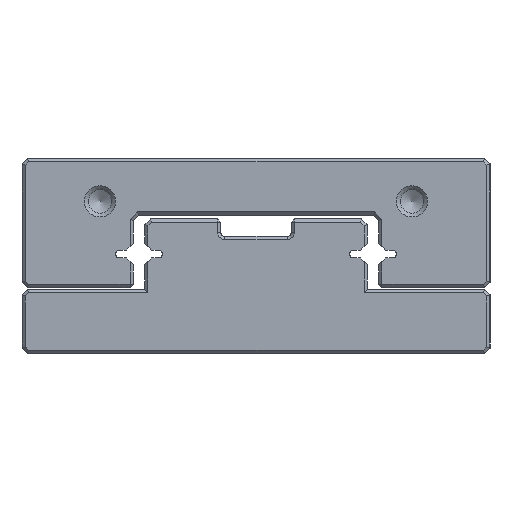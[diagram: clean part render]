
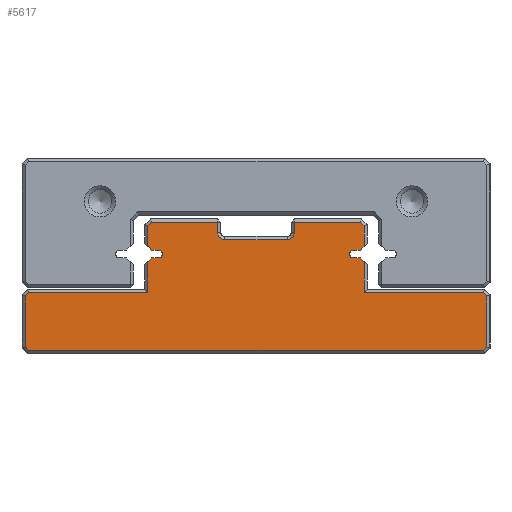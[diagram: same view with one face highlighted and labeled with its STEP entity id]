
A CAD part, left-side view. The second image highlights one B-rep face of the part: STEP entity #5617.
In plain terms, the highlighted planar face has unit normal (-1, 0, 0).
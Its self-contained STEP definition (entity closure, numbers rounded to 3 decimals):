
#5345=CIRCLE('',#24035,0.5);
#5351=CIRCLE('',#24055,0.5);
#5357=CIRCLE('',#24067,0.9);
#5358=CIRCLE('',#24068,0.9);
#5617=ADVANCED_FACE('',(#7592),#6783,.T.);
#6783=PLANE('',#24069);
#7592=FACE_OUTER_BOUND('',#8534,.T.);
#8534=EDGE_LOOP('',(#10183,#10184,#10185,#10186,#10187,#10188,#10189,#10190,
#10191,#10192,#10193,#10194,#10195,#10196,#10197,#10198,#10199,#10200,#10201,
#10202,#10203,#10204,#10205,#10206,#10207,#10208,#10209,#10210,#10211,#10212,
#10213,#10214));
#10183=ORIENTED_EDGE('',*,*,#17312,.F.);
#10184=ORIENTED_EDGE('',*,*,#17358,.T.);
#10185=ORIENTED_EDGE('',*,*,#17359,.T.);
#10186=ORIENTED_EDGE('',*,*,#17360,.T.);
#10187=ORIENTED_EDGE('',*,*,#17361,.T.);
#10188=ORIENTED_EDGE('',*,*,#17362,.T.);
#10189=ORIENTED_EDGE('',*,*,#17363,.T.);
#10190=ORIENTED_EDGE('',*,*,#17364,.T.);
#10191=ORIENTED_EDGE('',*,*,#17365,.T.);
#10192=ORIENTED_EDGE('',*,*,#17366,.T.);
#10193=ORIENTED_EDGE('',*,*,#17367,.T.);
#10194=ORIENTED_EDGE('',*,*,#17368,.T.);
#10195=ORIENTED_EDGE('',*,*,#17276,.F.);
#10196=ORIENTED_EDGE('',*,*,#17270,.F.);
#10197=ORIENTED_EDGE('',*,*,#17267,.F.);
#10198=ORIENTED_EDGE('',*,*,#17264,.F.);
#10199=ORIENTED_EDGE('',*,*,#17262,.F.);
#10200=ORIENTED_EDGE('',*,*,#17369,.T.);
#10201=ORIENTED_EDGE('',*,*,#17370,.T.);
#10202=ORIENTED_EDGE('',*,*,#17371,.T.);
#10203=ORIENTED_EDGE('',*,*,#17372,.T.);
#10204=ORIENTED_EDGE('',*,*,#17373,.T.);
#10205=ORIENTED_EDGE('',*,*,#17374,.T.);
#10206=ORIENTED_EDGE('',*,*,#17375,.T.);
#10207=ORIENTED_EDGE('',*,*,#17376,.T.);
#10208=ORIENTED_EDGE('',*,*,#17377,.T.);
#10209=ORIENTED_EDGE('',*,*,#17378,.T.);
#10210=ORIENTED_EDGE('',*,*,#17379,.T.);
#10211=ORIENTED_EDGE('',*,*,#17326,.F.);
#10212=ORIENTED_EDGE('',*,*,#17320,.F.);
#10213=ORIENTED_EDGE('',*,*,#17317,.F.);
#10214=ORIENTED_EDGE('',*,*,#17314,.F.);
#15415=VERTEX_POINT('',#29917);
#15416=VERTEX_POINT('',#29919);
#15417=VERTEX_POINT('',#29923);
#15419=VERTEX_POINT('',#29929);
#15421=VERTEX_POINT('',#29935);
#15426=VERTEX_POINT('',#29947);
#15455=VERTEX_POINT('',#30021);
#15456=VERTEX_POINT('',#30023);
#15457=VERTEX_POINT('',#30027);
#15459=VERTEX_POINT('',#30033);
#15461=VERTEX_POINT('',#30039);
#15466=VERTEX_POINT('',#30051);
#15493=VERTEX_POINT('',#30114);
#15494=VERTEX_POINT('',#30116);
#15495=VERTEX_POINT('',#30118);
#15496=VERTEX_POINT('',#30120);
#15497=VERTEX_POINT('',#30122);
#15498=VERTEX_POINT('',#30124);
#15499=VERTEX_POINT('',#30126);
#15500=VERTEX_POINT('',#30128);
#15501=VERTEX_POINT('',#30130);
#15502=VERTEX_POINT('',#30132);
#15503=VERTEX_POINT('',#30135);
#15504=VERTEX_POINT('',#30137);
#15505=VERTEX_POINT('',#30139);
#15506=VERTEX_POINT('',#30141);
#15507=VERTEX_POINT('',#30143);
#15508=VERTEX_POINT('',#30145);
#15509=VERTEX_POINT('',#30147);
#15510=VERTEX_POINT('',#30149);
#15511=VERTEX_POINT('',#30151);
#15512=VERTEX_POINT('',#30153);
#17262=EDGE_CURVE('',#15415,#15416,#19921,.T.);
#17264=EDGE_CURVE('',#15416,#15417,#19923,.T.);
#17267=EDGE_CURVE('',#15417,#15419,#5345,.T.);
#17270=EDGE_CURVE('',#15419,#15421,#19927,.T.);
#17276=EDGE_CURVE('',#15421,#15426,#19933,.T.);
#17312=EDGE_CURVE('',#15455,#15456,#19965,.T.);
#17314=EDGE_CURVE('',#15456,#15457,#19967,.T.);
#17317=EDGE_CURVE('',#15457,#15459,#5351,.T.);
#17320=EDGE_CURVE('',#15459,#15461,#19971,.T.);
#17326=EDGE_CURVE('',#15461,#15466,#19977,.T.);
#17358=EDGE_CURVE('',#15455,#15493,#20005,.T.);
#17359=EDGE_CURVE('',#15493,#15494,#20006,.T.);
#17360=EDGE_CURVE('',#15494,#15495,#20007,.T.);
#17361=EDGE_CURVE('',#15495,#15496,#20008,.T.);
#17362=EDGE_CURVE('',#15496,#15497,#5357,.T.);
#17363=EDGE_CURVE('',#15497,#15498,#20009,.T.);
#17364=EDGE_CURVE('',#15498,#15499,#5358,.T.);
#17365=EDGE_CURVE('',#15499,#15500,#20010,.T.);
#17366=EDGE_CURVE('',#15500,#15501,#20011,.T.);
#17367=EDGE_CURVE('',#15501,#15502,#20012,.T.);
#17368=EDGE_CURVE('',#15502,#15426,#20013,.T.);
#17369=EDGE_CURVE('',#15415,#15503,#20014,.T.);
#17370=EDGE_CURVE('',#15503,#15504,#20015,.T.);
#17371=EDGE_CURVE('',#15504,#15505,#20016,.T.);
#17372=EDGE_CURVE('',#15505,#15506,#20017,.T.);
#17373=EDGE_CURVE('',#15506,#15507,#20018,.T.);
#17374=EDGE_CURVE('',#15507,#15508,#20019,.T.);
#17375=EDGE_CURVE('',#15508,#15509,#20020,.T.);
#17376=EDGE_CURVE('',#15509,#15510,#20021,.T.);
#17377=EDGE_CURVE('',#15510,#15511,#20022,.T.);
#17378=EDGE_CURVE('',#15511,#15512,#20023,.T.);
#17379=EDGE_CURVE('',#15512,#15466,#20024,.T.);
#19921=LINE('',#29918,#21975);
#19923=LINE('',#29922,#21977);
#19927=LINE('',#29934,#21981);
#19933=LINE('',#29946,#21987);
#19965=LINE('',#30022,#22019);
#19967=LINE('',#30026,#22021);
#19971=LINE('',#30038,#22025);
#19977=LINE('',#30050,#22031);
#20005=LINE('',#30113,#22059);
#20006=LINE('',#30115,#22060);
#20007=LINE('',#30117,#22061);
#20008=LINE('',#30119,#22062);
#20009=LINE('',#30123,#22063);
#20010=LINE('',#30127,#22064);
#20011=LINE('',#30129,#22065);
#20012=LINE('',#30131,#22066);
#20013=LINE('',#30133,#22067);
#20014=LINE('',#30134,#22068);
#20015=LINE('',#30136,#22069);
#20016=LINE('',#30138,#22070);
#20017=LINE('',#30140,#22071);
#20018=LINE('',#30142,#22072);
#20019=LINE('',#30144,#22073);
#20020=LINE('',#30146,#22074);
#20021=LINE('',#30148,#22075);
#20022=LINE('',#30150,#22076);
#20023=LINE('',#30152,#22077);
#20024=LINE('',#30154,#22078);
#21975=VECTOR('',#25337,1.);
#21977=VECTOR('',#25341,1.);
#21981=VECTOR('',#25353,1.);
#21987=VECTOR('',#25361,1.);
#22019=VECTOR('',#25421,1.);
#22021=VECTOR('',#25425,1.);
#22025=VECTOR('',#25437,1.);
#22031=VECTOR('',#25445,1.);
#22059=VECTOR('',#25489,1.);
#22060=VECTOR('',#25490,1.);
#22061=VECTOR('',#25491,1.);
#22062=VECTOR('',#25492,1.);
#22063=VECTOR('',#25495,1.);
#22064=VECTOR('',#25498,1.);
#22065=VECTOR('',#25499,1.);
#22066=VECTOR('',#25500,1.);
#22067=VECTOR('',#25501,1.);
#22068=VECTOR('',#25502,1.);
#22069=VECTOR('',#25503,1.);
#22070=VECTOR('',#25504,1.);
#22071=VECTOR('',#25505,1.);
#22072=VECTOR('',#25506,1.);
#22073=VECTOR('',#25507,1.);
#22074=VECTOR('',#25508,1.);
#22075=VECTOR('',#25509,1.);
#22076=VECTOR('',#25510,1.);
#22077=VECTOR('',#25511,1.);
#22078=VECTOR('',#25512,1.);
#24035=AXIS2_PLACEMENT_3D('',#29928,#25346,#25347);
#24055=AXIS2_PLACEMENT_3D('',#30032,#25430,#25431);
#24067=AXIS2_PLACEMENT_3D('',#30121,#25493,#25494);
#24068=AXIS2_PLACEMENT_3D('',#30125,#25496,#25497);
#24069=AXIS2_PLACEMENT_3D('',#30155,#25513,#25514);
#25337=DIRECTION('',(0.,-0.707,0.707));
#25341=DIRECTION('',(0.,-1.,0.));
#25346=DIRECTION('',(-1.,0.,0.));
#25347=DIRECTION('',(0.,1.,0.));
#25353=DIRECTION('',(0.,1.,0.));
#25361=DIRECTION('',(0.,0.707,0.707));
#25421=DIRECTION('',(0.,0.707,-0.707));
#25425=DIRECTION('',(0.,1.,0.));
#25430=DIRECTION('',(-1.,0.,0.));
#25431=DIRECTION('',(0.,1.,0.));
#25437=DIRECTION('',(0.,-1.,0.));
#25445=DIRECTION('',(0.,-0.707,-0.707));
#25489=DIRECTION('',(0.,0.,1.));
#25490=DIRECTION('',(0.,0.707,0.707));
#25491=DIRECTION('',(0.,1.,0.));
#25492=DIRECTION('',(0.,0.,-1.));
#25493=DIRECTION('',(1.,0.,0.));
#25494=DIRECTION('',(0.,0.,1.));
#25495=DIRECTION('',(0.,1.,0.));
#25496=DIRECTION('',(1.,0.,0.));
#25497=DIRECTION('',(0.,0.,1.));
#25498=DIRECTION('',(0.,0.,1.));
#25499=DIRECTION('',(0.,1.,0.));
#25500=DIRECTION('',(0.,0.707,-0.707));
#25501=DIRECTION('',(0.,0.,-1.));
#25502=DIRECTION('',(0.,0.,-1.));
#25503=DIRECTION('',(0.,1.,0.));
#25504=DIRECTION('',(0.,0.707,-0.707));
#25505=DIRECTION('',(0.,0.,-1.));
#25506=DIRECTION('',(0.,-0.707,-0.707));
#25507=DIRECTION('',(0.,-1.,0.));
#25508=DIRECTION('',(0.,-0.707,0.707));
#25509=DIRECTION('',(0.,0.,1.));
#25510=DIRECTION('',(0.,0.707,0.707));
#25511=DIRECTION('',(0.,1.,0.));
#25512=DIRECTION('',(0.,0.,1.));
#25513=DIRECTION('',(-1.,0.,0.));
#25514=DIRECTION('',(0.,0.,-1.));
#29917=CARTESIAN_POINT('',(80.,43.85,11.779));
#29918=CARTESIAN_POINT('',(80.,44.25,11.379));
#29919=CARTESIAN_POINT('',(80.,43.379,12.25));
#29922=CARTESIAN_POINT('',(80.,43.379,12.25));
#29923=CARTESIAN_POINT('',(80.,42.5,12.25));
#29928=CARTESIAN_POINT('',(80.,42.5,12.75));
#29929=CARTESIAN_POINT('',(80.,42.5,13.25));
#29934=CARTESIAN_POINT('',(80.,42.5,13.25));
#29935=CARTESIAN_POINT('',(80.,43.379,13.25));
#29946=CARTESIAN_POINT('',(80.,43.379,13.25));
#29947=CARTESIAN_POINT('',(80.,43.85,13.721));
#30021=CARTESIAN_POINT('',(80.,16.15,13.721));
#30022=CARTESIAN_POINT('',(80.,15.75,14.121));
#30023=CARTESIAN_POINT('',(80.,16.621,13.25));
#30026=CARTESIAN_POINT('',(80.,16.621,13.25));
#30027=CARTESIAN_POINT('',(80.,17.5,13.25));
#30032=CARTESIAN_POINT('',(80.,17.5,12.75));
#30033=CARTESIAN_POINT('',(80.,17.5,12.25));
#30038=CARTESIAN_POINT('',(80.,17.5,12.25));
#30039=CARTESIAN_POINT('',(80.,16.621,12.25));
#30050=CARTESIAN_POINT('',(80.,16.621,12.25));
#30051=CARTESIAN_POINT('',(80.,16.15,11.779));
#30113=CARTESIAN_POINT('',(80.,16.15,16.55));
#30114=CARTESIAN_POINT('',(80.,16.15,16.384));
#30115=CARTESIAN_POINT('',(80.,27.508,27.742));
#30116=CARTESIAN_POINT('',(80.,16.616,16.85));
#30117=CARTESIAN_POINT('',(80.,25.5,16.85));
#30118=CARTESIAN_POINT('',(80.,25.1,16.85));
#30119=CARTESIAN_POINT('',(80.,25.1,15.5));
#30120=CARTESIAN_POINT('',(80.,25.1,15.5));
#30121=CARTESIAN_POINT('',(80.,26.,15.5));
#30122=CARTESIAN_POINT('',(80.,26.,14.6));
#30123=CARTESIAN_POINT('',(80.,34.,14.6));
#30124=CARTESIAN_POINT('',(80.,34.,14.6));
#30125=CARTESIAN_POINT('',(80.,34.,15.5));
#30126=CARTESIAN_POINT('',(80.,34.9,15.5));
#30127=CARTESIAN_POINT('',(80.,34.9,17.25));
#30128=CARTESIAN_POINT('',(80.,34.9,16.85));
#30129=CARTESIAN_POINT('',(80.,43.55,16.85));
#30130=CARTESIAN_POINT('',(80.,43.384,16.85));
#30131=CARTESIAN_POINT('',(80.,44.992,15.242));
#30132=CARTESIAN_POINT('',(80.,43.85,16.384));
#30133=CARTESIAN_POINT('',(80.,43.85,14.121));
#30134=CARTESIAN_POINT('',(80.,43.85,8.25));
#30135=CARTESIAN_POINT('',(80.,43.85,7.85));
#30136=CARTESIAN_POINT('',(80.,59.3,7.85));
#30137=CARTESIAN_POINT('',(80.,59.134,7.85));
#30138=CARTESIAN_POINT('',(80.,48.367,18.617));
#30139=CARTESIAN_POINT('',(80.,59.6,7.384));
#30140=CARTESIAN_POINT('',(80.,59.6,0.7));
#30141=CARTESIAN_POINT('',(80.,59.6,0.866));
#30142=CARTESIAN_POINT('',(80.,56.992,-1.742));
#30143=CARTESIAN_POINT('',(80.,59.134,0.4));
#30144=CARTESIAN_POINT('',(80.,0.7,0.4));
#30145=CARTESIAN_POINT('',(80.,0.866,0.4));
#30146=CARTESIAN_POINT('',(80.,15.508,-14.242));
#30147=CARTESIAN_POINT('',(80.,0.4,0.866));
#30148=CARTESIAN_POINT('',(80.,0.4,7.55));
#30149=CARTESIAN_POINT('',(80.,0.4,7.384));
#30150=CARTESIAN_POINT('',(80.,24.133,31.117));
#30151=CARTESIAN_POINT('',(80.,0.866,7.85));
#30152=CARTESIAN_POINT('',(80.,15.75,7.85));
#30153=CARTESIAN_POINT('',(80.,16.15,7.85));
#30154=CARTESIAN_POINT('',(80.,16.15,11.379));
#30155=CARTESIAN_POINT('',(80.,42.5,12.75));
